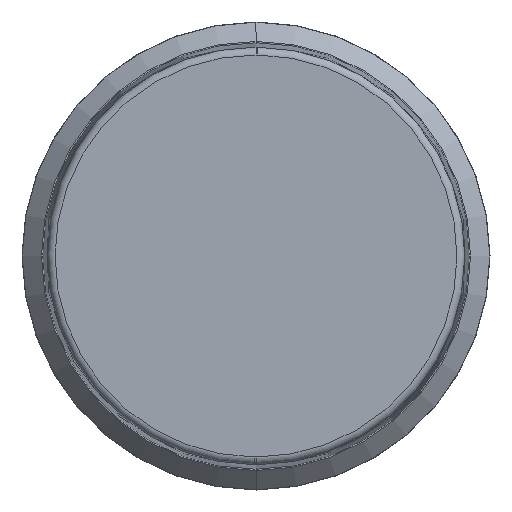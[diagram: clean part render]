
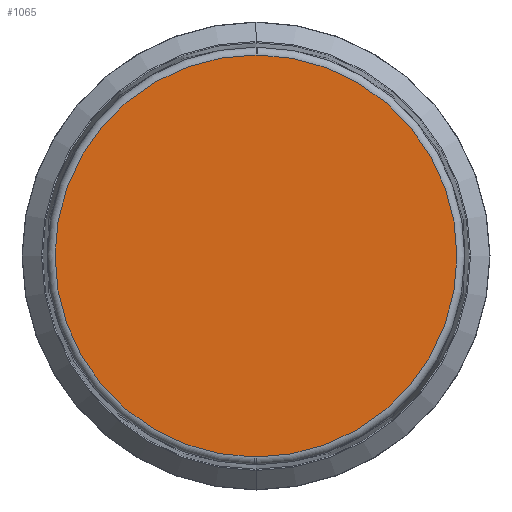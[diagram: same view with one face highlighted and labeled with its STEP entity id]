
A CAD part, front view. The second image highlights one B-rep face of the part: STEP entity #1065.
In plain terms, the highlighted planar face has unit normal (0, -1, 0).
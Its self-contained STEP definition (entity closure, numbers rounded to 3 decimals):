
#1065=ADVANCED_FACE('',(#2106),#2107,.F.);
#2106=FACE_OUTER_BOUND('',#3394,.T.);
#2107=PLANE('',#3395);
#3394=EDGE_LOOP('',(#5973,#5974,#5975,#5976));
#3395=AXIS2_PLACEMENT_3D('',#5977,#5978,#5979);
#5973=ORIENTED_EDGE('',*,*,#6978,.T.);
#5974=ORIENTED_EDGE('',*,*,#6922,.T.);
#5975=ORIENTED_EDGE('',*,*,#6976,.T.);
#5976=ORIENTED_EDGE('',*,*,#6927,.T.);
#5977=CARTESIAN_POINT('',(0.0,-10.0,0.0));
#5978=DIRECTION('',(-0.0,1.0,0.0));
#5979=DIRECTION('',(1.0,0.0,0.0));
#6922=EDGE_CURVE('',#8253,#8257,#8259,.T.);
#6927=EDGE_CURVE('',#8262,#8266,#8268,.T.);
#6976=EDGE_CURVE('',#8257,#8262,#8337,.T.);
#6978=EDGE_CURVE('',#8266,#8253,#8339,.T.);
#8253=VERTEX_POINT('',#10602);
#8257=VERTEX_POINT('',#10606);
#8259=CIRCLE('',#10608,7.731);
#8262=VERTEX_POINT('',#10611);
#8266=VERTEX_POINT('',#10615);
#8268=CIRCLE('',#10617,7.731);
#8337=CIRCLE('',#10698,7.731);
#8339=CIRCLE('',#10700,7.731);
#10602=CARTESIAN_POINT('',(-0.063,-10.,-7.73));
#10606=CARTESIAN_POINT('',(0.0,-10.,-7.731));
#10608=AXIS2_PLACEMENT_3D('',#11923,#11924,#11925);
#10611=CARTESIAN_POINT('',(0.063,-10.,7.73));
#10615=CARTESIAN_POINT('',(0.0,-10.,7.731));
#10617=AXIS2_PLACEMENT_3D('',#11935,#11936,#11937);
#10698=AXIS2_PLACEMENT_3D('',#12013,#12014,#12015);
#10700=AXIS2_PLACEMENT_3D('',#12016,#12017,#12018);
#11923=CARTESIAN_POINT('',(0.0,-10.,0.0));
#11924=DIRECTION('',(0.0,-1.0,0.0));
#11925=DIRECTION('',(0.0,0.0,1.0));
#11935=CARTESIAN_POINT('',(0.0,-10.,0.0));
#11936=DIRECTION('',(0.0,-1.0,0.0));
#11937=DIRECTION('',(0.0,0.0,-1.0));
#12013=CARTESIAN_POINT('',(0.0,-10.,0.0));
#12014=DIRECTION('',(0.0,-1.0,0.0));
#12015=DIRECTION('',(0.0,0.0,-1.0));
#12016=CARTESIAN_POINT('',(0.0,-10.,0.0));
#12017=DIRECTION('',(0.0,-1.0,0.0));
#12018=DIRECTION('',(0.0,0.0,1.0));
